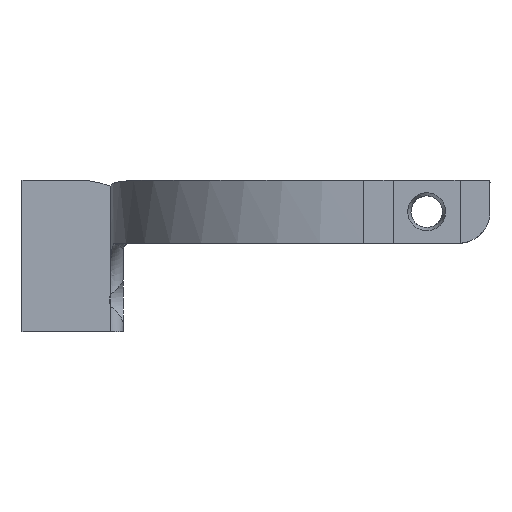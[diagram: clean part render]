
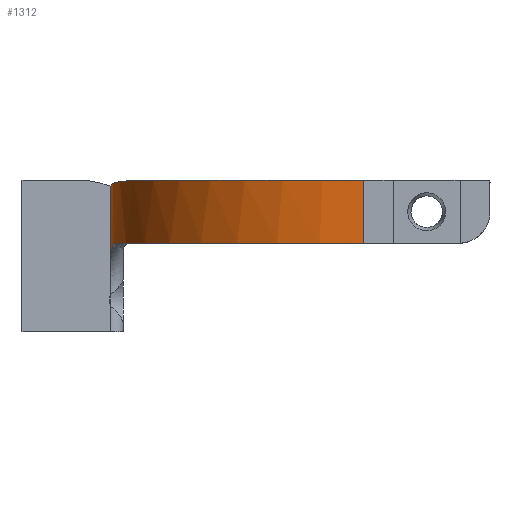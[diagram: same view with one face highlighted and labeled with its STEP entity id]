
A CAD part, left-side view. The second image highlights one B-rep face of the part: STEP entity #1312.
In plain terms, the highlighted cylindrical face has radius 40 mm (diameter 80 mm), a partial arc.
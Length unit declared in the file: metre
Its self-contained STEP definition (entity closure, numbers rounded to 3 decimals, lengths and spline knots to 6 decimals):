
#23=CYLINDRICAL_SURFACE('',#1432,0.04);
#97=LINE('',#2126,#189);
#112=LINE('',#2185,#204);
#189=VECTOR('',#1648,1.);
#204=VECTOR('',#1685,1.);
#269=CIRCLE('',#1388,0.04);
#274=CIRCLE('',#1396,0.04);
#470=ORIENTED_EDGE('',*,*,#746,.F.);
#471=ORIENTED_EDGE('',*,*,#850,.T.);
#472=ORIENTED_EDGE('',*,*,#845,.T.);
#473=ORIENTED_EDGE('',*,*,#851,.T.);
#474=ORIENTED_EDGE('',*,*,#852,.T.);
#475=ORIENTED_EDGE('',*,*,#853,.T.);
#476=ORIENTED_EDGE('',*,*,#772,.T.);
#477=ORIENTED_EDGE('',*,*,#822,.F.);
#746=EDGE_CURVE('',#947,#948,#269,.T.);
#772=EDGE_CURVE('',#974,#973,#274,.T.);
#822=EDGE_CURVE('',#948,#973,#97,.T.);
#845=EDGE_CURVE('',#1029,#1030,#112,.T.);
#850=EDGE_CURVE('',#947,#1029,#1082,.T.);
#851=EDGE_CURVE('',#1030,#1033,#1083,.F.);
#852=EDGE_CURVE('',#1033,#1034,#1084,.T.);
#853=EDGE_CURVE('',#1034,#974,#1085,.T.);
#947=VERTEX_POINT('',#1940);
#948=VERTEX_POINT('',#1942);
#973=VERTEX_POINT('',#1995);
#974=VERTEX_POINT('',#1997);
#1029=VERTEX_POINT('',#2186);
#1030=VERTEX_POINT('',#2187);
#1033=VERTEX_POINT('',#2212);
#1034=VERTEX_POINT('',#2220);
#1082=B_SPLINE_CURVE_WITH_KNOTS('',3,(#2201,#2202,#2203,#2204,#2205,#2206,
#2207),.UNSPECIFIED.,.F.,.F.,(4,1,1,1,4),(0.,0.00588,
0.011759,0.017639,0.023518),.UNSPECIFIED.);
#1083=B_SPLINE_CURVE_WITH_KNOTS('',3,(#2208,#2209,#2210,#2211),
 .UNSPECIFIED.,.F.,.F.,(4,4),(0.,0.000003),.UNSPECIFIED.);
#1084=B_SPLINE_CURVE_WITH_KNOTS('',3,(#2213,#2214,#2215,#2216,#2217,#2218,
#2219),.UNSPECIFIED.,.F.,.F.,(4,1,1,1,4),(0.,0.002755,
0.005511,0.008266,0.011022),
 .UNSPECIFIED.);
#1085=B_SPLINE_CURVE_WITH_KNOTS('',3,(#2221,#2222,#2223,#2224),
 .UNSPECIFIED.,.F.,.F.,(4,4),(0.,0.000481),
 .UNSPECIFIED.);
#1133=EDGE_LOOP('',(#470,#471,#472,#473,#474,#475,#476,#477));
#1221=FACE_BOUND('',#1133,.T.);
#1312=ADVANCED_FACE('',(#1221),#23,.T.);
#1388=AXIS2_PLACEMENT_3D('',#1941,#1536,#1537);
#1396=AXIS2_PLACEMENT_3D('',#1996,#1573,#1574);
#1432=AXIS2_PLACEMENT_3D('',#2200,#1688,#1689);
#1536=DIRECTION('',(0.,0.,1.));
#1537=DIRECTION('',(1.,0.,0.));
#1573=DIRECTION('',(0.,0.,1.));
#1574=DIRECTION('',(1.,0.,0.));
#1648=DIRECTION('',(0.,0.,-1.));
#1685=DIRECTION('',(0.,0.,-1.));
#1688=DIRECTION('',(0.,0.,-1.));
#1689=DIRECTION('',(-1.,0.,0.));
#1940=CARTESIAN_POINT('',(-0.03229,-0.006786,0.005));
#1941=CARTESIAN_POINT('',(-0.01,-0.04,0.005));
#1942=CARTESIAN_POINT('',(-0.05,-0.04,0.005));
#1995=CARTESIAN_POINT('',(-0.05,-0.04,-0.005));
#1996=CARTESIAN_POINT('',(-0.01,-0.04,-0.005));
#1997=CARTESIAN_POINT('',(-0.017039,-0.000624,-0.005));
#2126=CARTESIAN_POINT('',(-0.05,-0.04,0.005));
#2185=CARTESIAN_POINT('',(-0.01,0.,0.005));
#2186=CARTESIAN_POINT('',(-0.01,0.,0.004041));
#2187=CARTESIAN_POINT('',(-0.01,0.,-0.012894));
#2200=CARTESIAN_POINT('',(-0.01,-0.04,0.005));
#2201=CARTESIAN_POINT('',(-0.03229,-0.006786,0.005));
#2202=CARTESIAN_POINT('',(-0.030639,-0.005678,0.005));
#2203=CARTESIAN_POINT('',(-0.027216,-0.003736,0.004973));
#2204=CARTESIAN_POINT('',(-0.021724,-0.001603,0.004825));
#2205=CARTESIAN_POINT('',(-0.015897,-0.000289,0.004533));
#2206=CARTESIAN_POINT('',(-0.011979,0.,0.004229));
#2207=CARTESIAN_POINT('',(-0.01,0.,0.004041));
#2208=CARTESIAN_POINT('',(-0.010001,0.,-0.012897));
#2209=CARTESIAN_POINT('',(-0.01,0.,-0.012896));
#2210=CARTESIAN_POINT('',(-0.01,0.,-0.012895));
#2211=CARTESIAN_POINT('',(-0.01,0.,-0.012894));
#2212=CARTESIAN_POINT('',(-0.010001,0.,-0.012897));
#2213=CARTESIAN_POINT('',(-0.010001,0.,-0.012897));
#2214=CARTESIAN_POINT('',(-0.010013,0.,-0.011965));
#2215=CARTESIAN_POINT('',(-0.010359,0.000002,-0.010136));
#2216=CARTESIAN_POINT('',(-0.011785,-0.000026,-0.007709));
#2217=CARTESIAN_POINT('',(-0.013947,-0.000171,-0.005915));
#2218=CARTESIAN_POINT('',(-0.015673,-0.000394,-0.005257));
#2219=CARTESIAN_POINT('',(-0.016568,-0.000543,-0.005053));
#2220=CARTESIAN_POINT('',(-0.016568,-0.000543,-0.005053));
#2221=CARTESIAN_POINT('',(-0.016568,-0.000543,-0.005053));
#2222=CARTESIAN_POINT('',(-0.016723,-0.000569,-0.005017));
#2223=CARTESIAN_POINT('',(-0.01688,-0.000596,-0.005));
#2224=CARTESIAN_POINT('',(-0.017039,-0.000624,-0.005));
